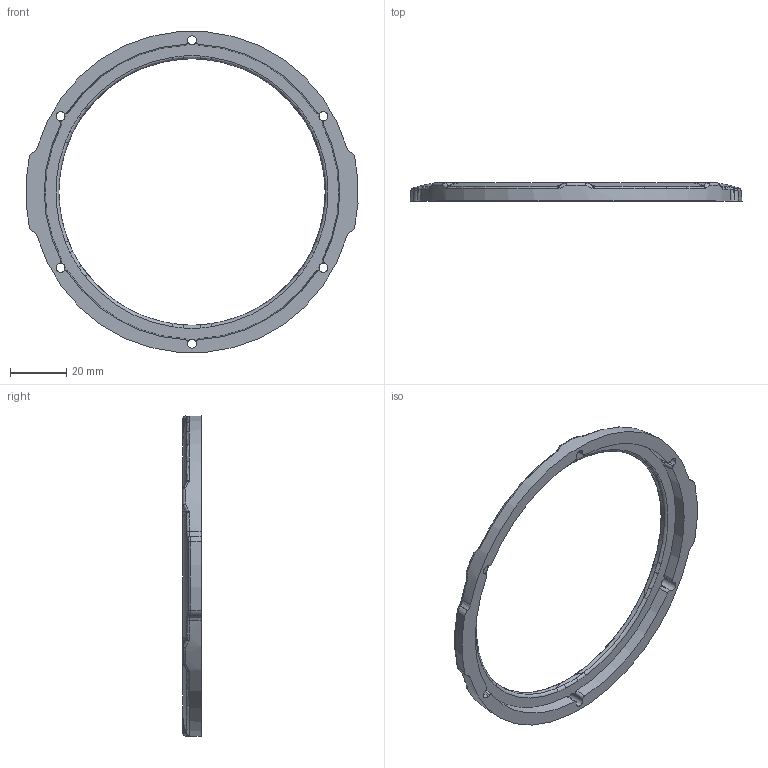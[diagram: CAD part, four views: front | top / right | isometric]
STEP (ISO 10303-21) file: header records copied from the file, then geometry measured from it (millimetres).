
FILE_DESCRIPTION(/* description */ (''),/* implementation_level */ '2;1');
FILE_NAME(/* name */ 'WTE4-P-DOME-RETAINING-RING-R1.step',/* time_stamp */ '2021-07-08T08:32:17+02:00',/* author */ (''),/* organization */ (''),/* preprocessor_version */ 'ST-DEVELOPER v18.1',/* originating_system */ 'Autodesk Translation Framework v10.9.0.1377',/* authorisation */ '');
FILE_SCHEMA (('AUTOMOTIVE_DESIGN { 1 0 10303 214 3 1 1 }'));
Length unit declared in the file: millimetre
Products named in the file (1): WTE4-P-DOME-RETAINING-RING-R1
Bounding box: 118.08 x 6.5 x 114.07 mm (x, y, z)
Volume: 13098 mm3; surface area: 10401.4 mm2
Topology: 1 solids, 1 shells, 274 faces, 758 edges, 456 vertices
Faces by surface type: bspline 130, torus 46, plane 36, cylinder 34, cone 16, sphere 12
Full cylindrical faces by diameter (mm): 3.2 x6
Entity records: 13034 total; most frequent: CARTESIAN_POINT 6629, ORIENTED_EDGE 1468, DIRECTION 1284, EDGE_CURVE 734, AXIS2_PLACEMENT_3D 587, VERTEX_POINT 456, CIRCLE 328, EDGE_LOOP 282
